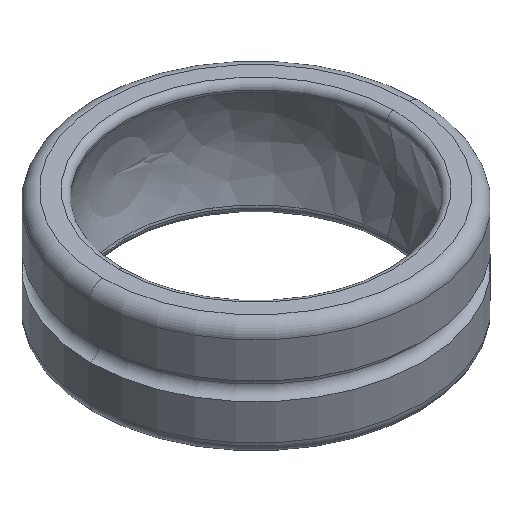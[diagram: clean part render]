
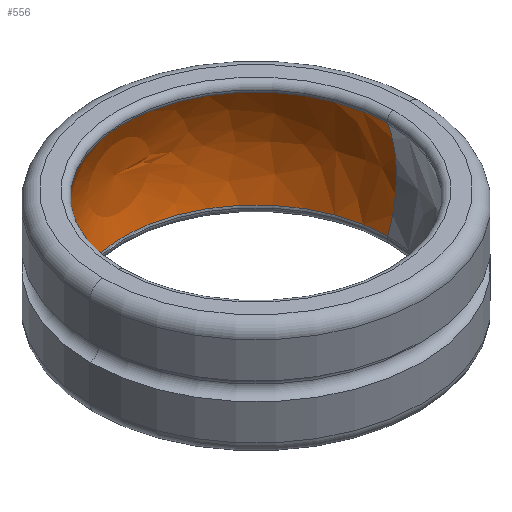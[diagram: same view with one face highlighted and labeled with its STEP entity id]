
A CAD part, isometric view. The second image highlights one B-rep face of the part: STEP entity #556.
In plain terms, the highlighted spherical face has radius 11 mm.
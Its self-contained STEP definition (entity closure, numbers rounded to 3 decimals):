
#4 = ORIENTED_EDGE ( 'NONE', *, *, #1012, .T. ) ;
#18 = CARTESIAN_POINT ( 'NONE',  ( 0., 0., 4.5 ) ) ;
#30 = DIRECTION ( 'NONE',  ( 0., 0., -1. ) ) ;
#42 = CIRCLE ( 'NONE', #992, 10.313 ) ;
#141 = CARTESIAN_POINT ( 'NONE',  ( 10.313, 0., 0.674 ) ) ;
#162 = DIRECTION ( 'NONE',  ( 0., 0., 1. ) ) ;
#199 = CIRCLE ( 'NONE', #607, 10.313 ) ;
#201 = ORIENTED_EDGE ( 'NONE', *, *, #777, .F. ) ;
#205 = VERTEX_POINT ( 'NONE', #901 ) ;
#214 = CARTESIAN_POINT ( 'NONE',  ( 0., 0., 8.326 ) ) ;
#297 = EDGE_LOOP ( 'NONE', ( #763, #4, #802, #201 ) ) ;
#310 = VERTEX_POINT ( 'NONE', #141 ) ;
#347 = CIRCLE ( 'NONE', #795, 11. ) ;
#367 = DIRECTION ( 'NONE',  ( 1., 0., 0. ) ) ;
#369 = DIRECTION ( 'NONE',  ( -1., 0., 0. ) ) ;
#412 = EDGE_CURVE ( 'NONE', #205, #310, #199, .T. ) ;
#419 = CIRCLE ( 'NONE', #696, 11. ) ;
#429 = SPHERICAL_SURFACE ( 'NONE', #943, 11. ) ;
#430 = CARTESIAN_POINT ( 'NONE',  ( 0., 0., 0.674 ) ) ;
#441 = DIRECTION ( 'NONE',  ( 0., -1., 0. ) ) ;
#465 = CARTESIAN_POINT ( 'NONE',  ( 10.313, 0., 8.326 ) ) ;
#503 = DIRECTION ( 'NONE',  ( 0., 1., 0. ) ) ;
#536 = DIRECTION ( 'NONE',  ( 0., -1., 0. ) ) ;
#556 = ADVANCED_FACE ( 'NONE', ( #837 ), #429, .F. ) ;
#601 = DIRECTION ( 'NONE',  ( 0., 0., 1. ) ) ;
#607 = AXIS2_PLACEMENT_3D ( 'NONE', #430, #30, #671 ) ;
#626 = DIRECTION ( 'NONE',  ( 1., 0., 0. ) ) ;
#671 = DIRECTION ( 'NONE',  ( 1., 0., 0. ) ) ;
#696 = AXIS2_PLACEMENT_3D ( 'NONE', #929, #536, #626 ) ;
#703 = CARTESIAN_POINT ( 'NONE',  ( -10.313, 0., 8.326 ) ) ;
#763 = ORIENTED_EDGE ( 'NONE', *, *, #1026, .T. ) ;
#777 = EDGE_CURVE ( 'NONE', #949, #310, #347, .T. ) ;
#795 = AXIS2_PLACEMENT_3D ( 'NONE', #18, #503, #162 ) ;
#802 = ORIENTED_EDGE ( 'NONE', *, *, #412, .T. ) ;
#818 = CARTESIAN_POINT ( 'NONE',  ( 0., 0., 4.5 ) ) ;
#837 = FACE_OUTER_BOUND ( 'NONE', #297, .T. ) ;
#901 = CARTESIAN_POINT ( 'NONE',  ( -10.313, 0., 0.674 ) ) ;
#929 = CARTESIAN_POINT ( 'NONE',  ( 0., 0., 4.5 ) ) ;
#943 = AXIS2_PLACEMENT_3D ( 'NONE', #818, #441, #367 ) ;
#949 = VERTEX_POINT ( 'NONE', #465 ) ;
#992 = AXIS2_PLACEMENT_3D ( 'NONE', #214, #601, #369 ) ;
#1012 = EDGE_CURVE ( 'NONE', #1014, #205, #419, .T. ) ;
#1014 = VERTEX_POINT ( 'NONE', #703 ) ;
#1026 = EDGE_CURVE ( 'NONE', #949, #1014, #42, .T. ) ;
